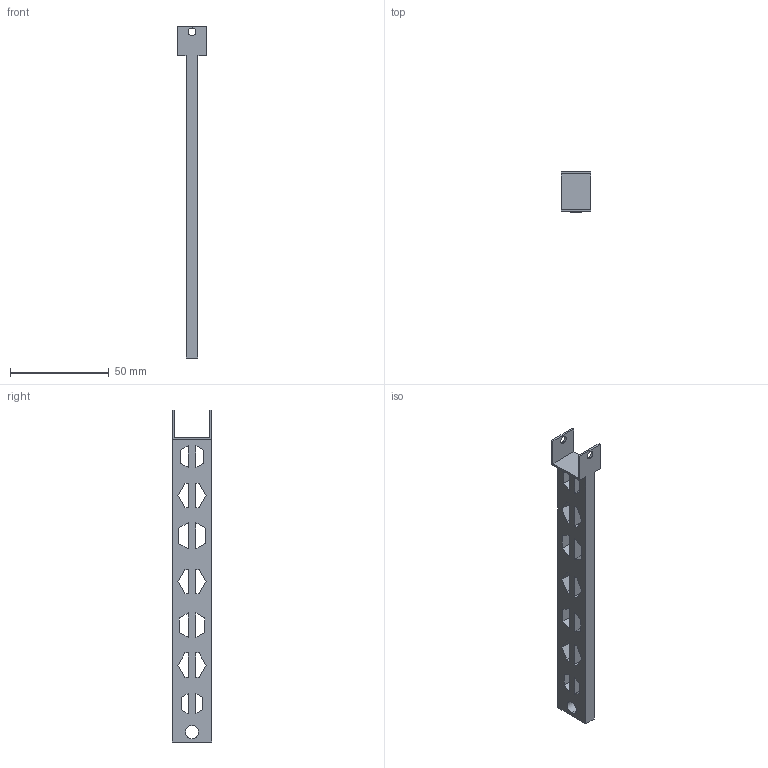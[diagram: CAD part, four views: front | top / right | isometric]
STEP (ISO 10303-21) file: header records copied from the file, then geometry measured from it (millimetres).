
FILE_DESCRIPTION (( 'STEP AP214' ), '1' );
FILE_NAME ('蟀裝2.ST', '2023-10-31T12:06:05', ( '' ), ( '' ), 'SwSTEP 2.0', 'SolidWorks 2022', '' );
FILE_SCHEMA (( 'AUTOMOTIVE_DESIGN' ));
Length unit declared in the file: millimetre
Products named in the file (1): 连杆2
Bounding box: 15 x 20 x 168 mm (x, y, z)
Volume: 15489.1 mm3; surface area: 10849.8 mm2
Topology: 1 solids, 1 shells, 84 faces, 244 edges, 162 vertices
Faces by surface type: plane 76, cylinder 6, cone 2
Entity records: 2850 total; most frequent: CARTESIAN_POINT 491, ORIENTED_EDGE 488, DIRECTION 428, EDGE_CURVE 244, VECTOR 230, LINE 230, VERTEX_POINT 162, EDGE_LOOP 118
